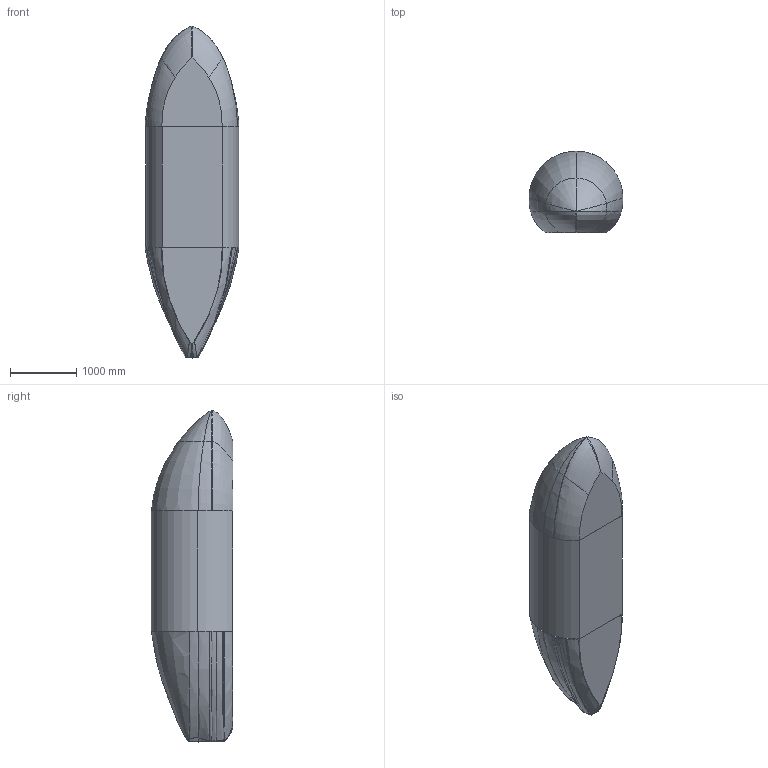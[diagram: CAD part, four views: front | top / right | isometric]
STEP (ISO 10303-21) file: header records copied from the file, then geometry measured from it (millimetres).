
FILE_DESCRIPTION (( 'STEP AP214' ), '1' );
FILE_NAME ('full_pod assembly.STEP', '2022-09-11T16:30:01', ( '' ), ( '' ), 'SwSTEP 2.0', 'SolidWorks 2021', '' );
FILE_SCHEMA (( 'AUTOMOTIVE_DESIGN' ));
Length unit declared in the file: inch
Products named in the file (4): Part5^full_pod assembly; full_pod assembly; aero_NOSE_JEFF21416; aero_tail_JEFF21416
Assembly tree (3 placements, depth 2):
  full_pod assembly
    aero_NOSE_JEFF21416
    aero_tail_JEFF21416
    Part5^full_pod assembly
Bounding box: 1422.4 x 1236.05 x 5029.19 mm (x, y, z)
Volume: 5317650137.5 mm3; surface area: 24499464.6 mm2
Topology: 3 solids, 3 shells, 134 faces, 312 edges, 174 vertices
Faces by surface type: bspline 123, plane 8, cylinder 3
Entity records: 23390 total; most frequent: CARTESIAN_POINT 21215, ORIENTED_EDGE 604, EDGE_CURVE 302, B_SPLINE_CURVE_WITH_KNOTS 250, VERTEX_POINT 174, ADVANCED_FACE 134, EDGE_LOOP 134, FACE_OUTER_BOUND 133
